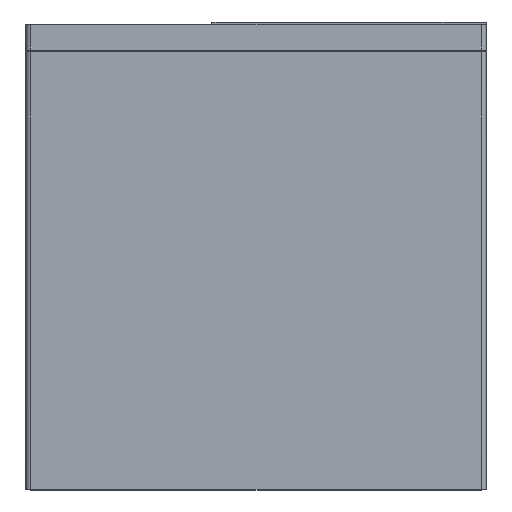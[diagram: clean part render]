
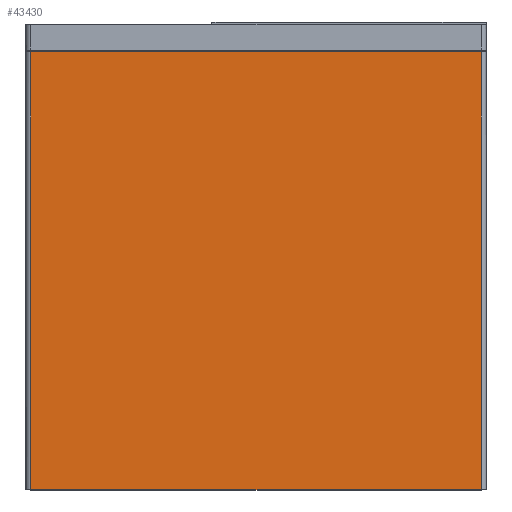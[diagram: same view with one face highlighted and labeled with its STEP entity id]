
A CAD part, top view. The second image highlights one B-rep face of the part: STEP entity #43430.
In plain terms, the highlighted free-form (B-spline) face has degree [1, 1] with [2, 2] control points.
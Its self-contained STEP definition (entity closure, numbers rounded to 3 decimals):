
#43395 = VERTEX_POINT('',#43396);
#43396 = CARTESIAN_POINT('',(-112.438,122.327,
    50.123));
#43412 = VERTEX_POINT('',#43413);
#43413 = CARTESIAN_POINT('',(-112.438,-109.729,
    50.123));
#43419 = EDGE_CURVE('',#43412,#43395,#43420,.T.);
#43420 = B_SPLINE_CURVE_WITH_KNOTS('',1,(#43421,#43422),.UNSPECIFIED.,
  .F.,.F.,(2,2),(-91.,80.3),.PIECEWISE_BEZIER_KNOTS.);
#43421 = CARTESIAN_POINT('',(-112.438,-109.729,
    50.123));
#43422 = CARTESIAN_POINT('',(-112.438,122.327,
    50.123));
#43430 = ADVANCED_FACE('',(#43431),#43453,.T.);
#43431 = FACE_BOUND('',#43432,.T.);
#43432 = EDGE_LOOP('',(#43433,#43434,#43441,#43448));
#43433 = ORIENTED_EDGE('',*,*,#43419,.F.);
#43434 = ORIENTED_EDGE('',*,*,#43435,.T.);
#43435 = EDGE_CURVE('',#43412,#43436,#43438,.T.);
#43436 = VERTEX_POINT('',#43437);
#43437 = CARTESIAN_POINT('',(125.985,-109.729,
    50.123));
#43438 = B_SPLINE_CURVE_WITH_KNOTS('',1,(#43439,#43440),.UNSPECIFIED.,
  .F.,.F.,(2,2),(2.,178.),.PIECEWISE_BEZIER_KNOTS.);
#43439 = CARTESIAN_POINT('',(-112.438,-109.729,
    50.123));
#43440 = CARTESIAN_POINT('',(125.985,-109.729,
    50.123));
#43441 = ORIENTED_EDGE('',*,*,#43442,.F.);
#43442 = EDGE_CURVE('',#43443,#43436,#43445,.T.);
#43443 = VERTEX_POINT('',#43444);
#43444 = CARTESIAN_POINT('',(125.985,122.327,
    50.123));
#43445 = B_SPLINE_CURVE_WITH_KNOTS('',1,(#43446,#43447),.UNSPECIFIED.,
  .F.,.F.,(2,2),(-80.3,91.),.PIECEWISE_BEZIER_KNOTS.);
#43446 = CARTESIAN_POINT('',(125.985,122.327,
    50.123));
#43447 = CARTESIAN_POINT('',(125.985,-109.729,
    50.123));
#43448 = ORIENTED_EDGE('',*,*,#43449,.T.);
#43449 = EDGE_CURVE('',#43443,#43395,#43450,.T.);
#43450 = B_SPLINE_CURVE_WITH_KNOTS('',1,(#43451,#43452),.UNSPECIFIED.,
  .F.,.F.,(2,2),(-88.,88.),.PIECEWISE_BEZIER_KNOTS.);
#43451 = CARTESIAN_POINT('',(125.985,122.327,
    50.123));
#43452 = CARTESIAN_POINT('',(-112.438,122.327,
    50.123));
#43453 = B_SPLINE_SURFACE_WITH_KNOTS('',1,1,(
    (#43454,#43455)
    ,(#43456,#43457
    )),.UNSPECIFIED.,.F.,.F.,.F.,(2,2),(2,2),(2.,178.),(0.,171.3),
  .PIECEWISE_BEZIER_KNOTS.);
#43454 = CARTESIAN_POINT('',(-112.438,-109.729,
    50.123));
#43455 = CARTESIAN_POINT('',(-112.438,122.327,
    50.123));
#43456 = CARTESIAN_POINT('',(125.985,-109.729,
    50.123));
#43457 = CARTESIAN_POINT('',(125.985,122.327,
    50.123));
